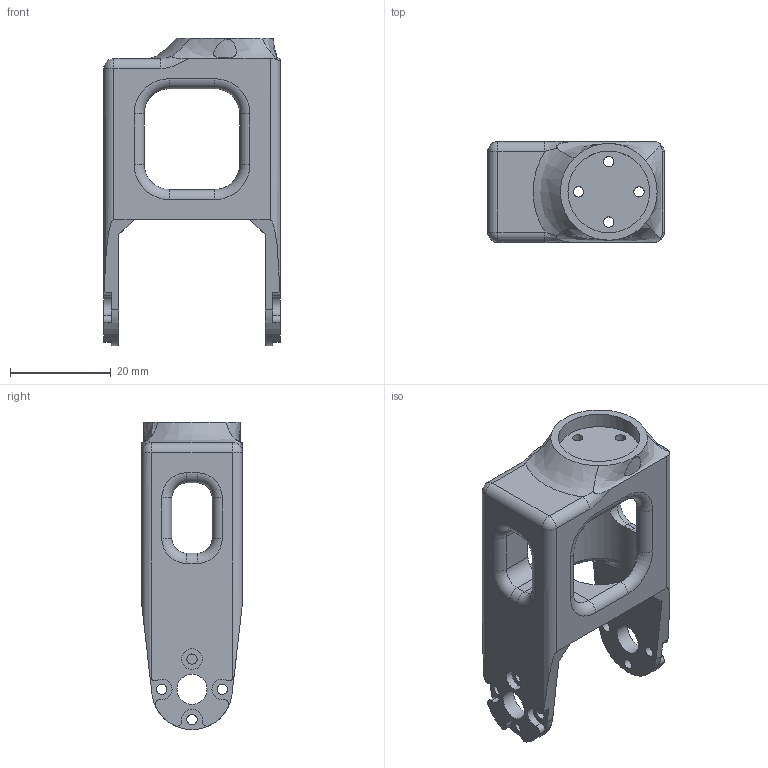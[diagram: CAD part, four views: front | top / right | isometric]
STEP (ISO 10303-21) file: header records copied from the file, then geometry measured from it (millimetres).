
FILE_DESCRIPTION(/* description */ ('','CAx-IF Rec.Pracs.---Representation and Presentation of Product Manufacturing Information (PMI)---4.0---2014-10-13'),/* implementation_level */ '2;1');
FILE_NAME(/* name */ 'ARM_5.step',/* time_stamp */ '2025-02-11T17:48:30+08:00',/* author */ (''),/* organization */ (''),/* preprocessor_version */ 'ST-DEVELOPER v20',/* originating_system */ 'Autodesk Translation Framework v13.20.0.188',/* authorisation */ '');
FILE_SCHEMA (('AP242_MANAGED_MODEL_BASED_3D_ENGINEERING_MIM_LF { 1 0 10303 442 1 1 4 }'));
Length unit declared in the file: millimetre
Products named in the file (1): 件5(镜像)
Bounding box: 35 x 20 x 61 mm (x, y, z)
Volume: 13320.9 mm3; surface area: 8000.9 mm2
Topology: 1 solids, 1 shells, 170 faces, 446 edges, 281 vertices
Faces by surface type: cylinder 86, plane 50, torus 18, bspline 14, sphere 2
Full cylindrical faces by diameter (mm): 2.05 x12, 4.1 x6, 6 x2, 16.2 x2
Entity records: 6678 total; most frequent: CARTESIAN_POINT 2397, ORIENTED_EDGE 892, DIRECTION 886, EDGE_CURVE 446, AXIS2_PLACEMENT_3D 354, VERTEX_POINT 281, EDGE_LOOP 207, CIRCLE 193
